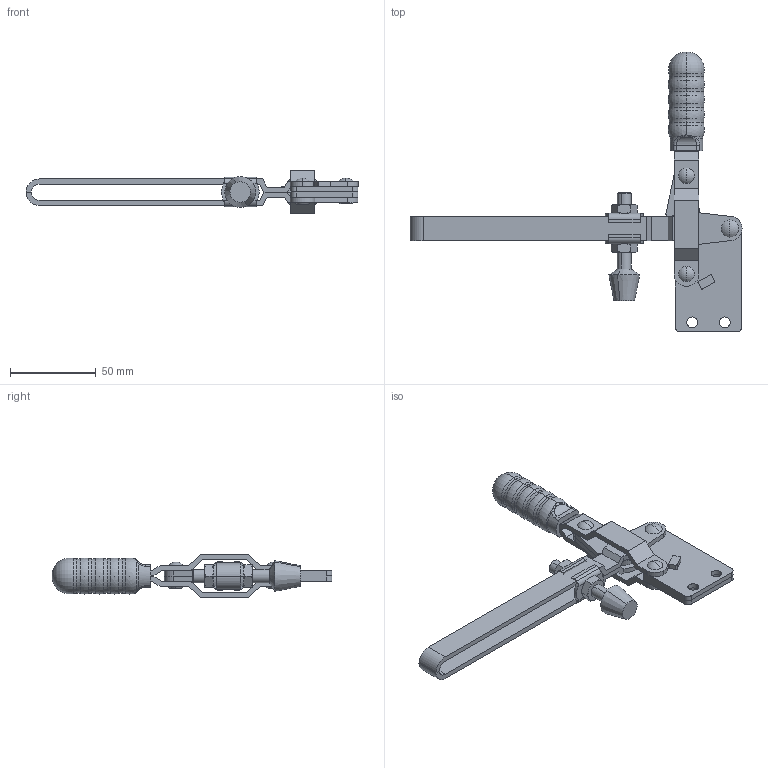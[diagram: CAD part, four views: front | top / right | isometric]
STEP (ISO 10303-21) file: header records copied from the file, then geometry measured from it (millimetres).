
FILE_DESCRIPTION (( 'STEP AP214' ), '1' );
FILE_NAME ('GH-10150-EI(Â²¤Æ)-1.STEP', '2020-05-04T08:45:51', ( 'LinWei' ), ( '' ), 'SwSTEP 2.0', 'SolidWorks 2016', '' );
FILE_SCHEMA (( 'AUTOMOTIVE_DESIGN' ));
Length unit declared in the file: millimetre
Products named in the file (6): GH-10150-EI(簡化)-1; Group2^GH-10150-EI(簡化)-1; Group5^GH-10150-EI(簡化)-1; 零件40^GH-10150-EI(簡化)-1; Group4^GH-10150-EI(簡化)-1; Group6^GH-10150-EI(簡化)-1
Assembly tree (5 placements, depth 2):
  GH-10150-EI(簡化)-1
    Group6^GH-10150-EI(簡化)-1
    Group4^GH-10150-EI(簡化)-1
    零件40^GH-10150-EI(簡化)-1
    Group5^GH-10150-EI(簡化)-1
    Group2^GH-10150-EI(簡化)-1
Bounding box: 193.5 x 163 x 24.9 mm (x, y, z)
Volume: 66455.9 mm3; surface area: 36311.1 mm2
Topology: 5 solids, 5 shells, 329 faces, 827 edges, 513 vertices
Faces by surface type: plane 140, cylinder 95, torus 32, cone 30, sphere 16, bspline 16
Entity records: 11797 total; most frequent: CARTESIAN_POINT 2527, DIRECTION 1666, ORIENTED_EDGE 1602, EDGE_CURVE 801, AXIS2_PLACEMENT_3D 640, VERTEX_POINT 501, LINE 386, VECTOR 386
